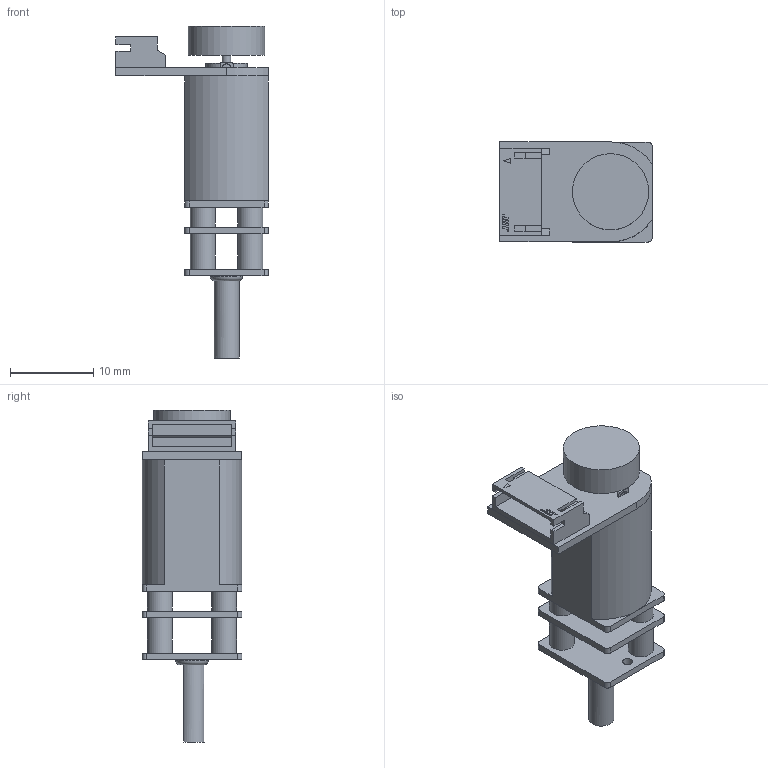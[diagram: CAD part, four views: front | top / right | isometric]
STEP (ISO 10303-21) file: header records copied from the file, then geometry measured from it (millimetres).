
FILE_DESCRIPTION(('FreeCAD Model'),'2;1');
FILE_NAME('Open CASCADE Shape Model','2023-01-26T11:47:24',(''),(''), 'Open CASCADE STEP processor 7.6','FreeCAD','Unknown');
FILE_SCHEMA(('AUTOMOTIVE_DESIGN { 1 0 10303 214 1 1 1 1 }'));
Length unit declared in the file: millimetre
Products named in the file (8): motor; baseModel; quadEncoder; S6B-ZR; Body; New Marking; JST Logo; pcbMagnet
Assembly tree (7 placements, depth 4):
  motor
    baseModel
    quadEncoder
      S6B-ZR
        Body
        New Marking
        JST Logo
      pcbMagnet
Bounding box: 18.3 x 12 x 39.87 mm (x, y, z)
Volume: 2588.7 mm3; surface area: 2601.3 mm2
Topology: 7 solids, 7 shells, 174 faces, 729 edges, 1385 vertices
Faces by surface type: plane 109, cylinder 33, bspline 31, torus 1
Full cylindrical faces by diameter (mm): 1 x3, 1.221 x2, 3 x4, 3.9 x1, 5 x1, 9.15 x1
Entity records: 15462 total; most frequent: CARTESIAN_POINT 4501, DIRECTION 1650, LINE 1169, VECTOR 1169, ORIENTED_EDGE 918, PCURVE 918, DEFINITIONAL_REPRESENTATION 918, EDGE_CURVE 459
